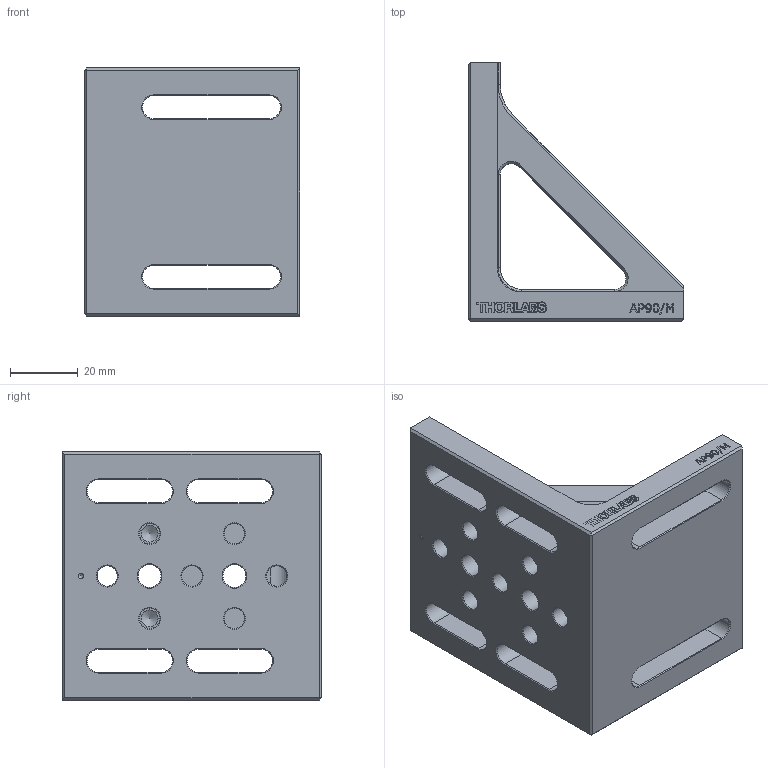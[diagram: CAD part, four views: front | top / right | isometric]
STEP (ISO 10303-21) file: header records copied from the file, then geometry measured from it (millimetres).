
FILE_DESCRIPTION(/* description */ (''),/* implementation_level */ '2;1');
FILE_NAME(/* name */ 'AP90_M Bracket.step',/* time_stamp */ '2024-06-17T21:48:44-04:00',/* author */ (''),/* organization */ (''),/* preprocessor_version */ 'ST-DEVELOPER v20',/* originating_system */ 'Autodesk Translation Framework v12.20.1.177',/* authorisation */ '');
FILE_SCHEMA (('AUTOMOTIVE_DESIGN { 1 0 10303 214 3 1 1 }'));
Length unit declared in the file: inch
Products named in the file (1): (Unsaved)
Bounding box: 63.5 x 76.2 x 73.15 mm (x, y, z)
Volume: 94653.1 mm3; surface area: 30212.3 mm2
Topology: 1 solids, 1 shells, 395 faces, 1022 edges, 652 vertices
Faces by surface type: plane 217, bspline 99, cone 46, cylinder 33
Full cylindrical faces by diameter (mm): 1.6 x1, 5 x2, 6 x7, 6.731 x2, 10.312 x3
Entity records: 14782 total; most frequent: CARTESIAN_POINT 5267, ORIENTED_EDGE 2038, DIRECTION 1524, EDGE_CURVE 1019, LINE 700, VECTOR 700, VERTEX_POINT 652, EDGE_LOOP 453
